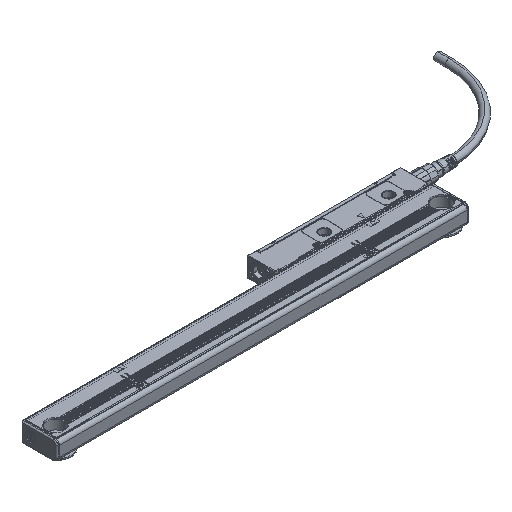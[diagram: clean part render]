
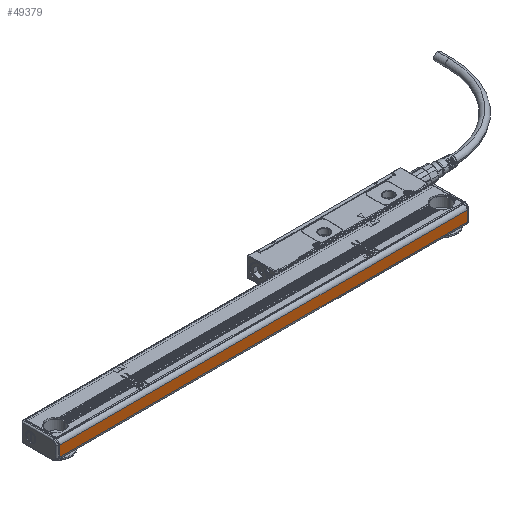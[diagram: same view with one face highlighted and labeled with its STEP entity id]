
A CAD part, isometric view. The second image highlights one B-rep face of the part: STEP entity #49379.
In plain terms, the highlighted planar face has unit normal (0, -1, 0).
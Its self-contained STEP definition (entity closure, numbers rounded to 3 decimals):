
#49359=AXIS2_PLACEMENT_3D('Plane Axis2P3D',#49356,#49357,#49358) ;
#46303=CARTESIAN_POINT('Vertex',(-354.,0.,12.)) ;
#46306=CARTESIAN_POINT('Line Origine',(-177.,0.,12.)) ;
#46310=CARTESIAN_POINT('Vertex',(0.,0.,12.)) ;
#49335=CARTESIAN_POINT('Vertex',(-354.,0.,3.)) ;
#49338=CARTESIAN_POINT('Line Origine',(-354.,0.,7.5)) ;
#49356=CARTESIAN_POINT('Axis2P3D Location',(0.,0.,15.)) ;
#49361=CARTESIAN_POINT('Line Origine',(-177.,0.,3.)) ;
#49365=CARTESIAN_POINT('Vertex',(0.,0.,3.)) ;
#49368=CARTESIAN_POINT('Line Origine',(0.,0.,7.5)) ;
#46307=DIRECTION('Vector Direction',(-1.,0.,0.)) ;
#49339=DIRECTION('Vector Direction',(0.,0.,-1.)) ;
#49357=DIRECTION('Axis2P3D Direction',(0.,1.,0.)) ;
#49358=DIRECTION('Axis2P3D XDirection',(0.,0.,-1.)) ;
#49362=DIRECTION('Vector Direction',(-1.,0.,0.)) ;
#49369=DIRECTION('Vector Direction',(0.,0.,-1.)) ;
#46308=VECTOR('Line Direction',#46307,1.) ;
#49340=VECTOR('Line Direction',#49339,1.) ;
#49363=VECTOR('Line Direction',#49362,1.) ;
#49370=VECTOR('Line Direction',#49369,1.) ;
#49374=ORIENTED_EDGE('',*,*,#49367,.F.) ;
#49375=ORIENTED_EDGE('',*,*,#49372,.F.) ;
#49376=ORIENTED_EDGE('',*,*,#46312,.T.) ;
#49377=ORIENTED_EDGE('',*,*,#49342,.T.) ;
#49379=ADVANCED_FACE('Brep With Voids',(#49378),#49360,.F.) ;
#46312=EDGE_CURVE('',#46311,#46304,#46309,.T.) ;
#49342=EDGE_CURVE('',#46304,#49336,#49341,.T.) ;
#49367=EDGE_CURVE('',#49366,#49336,#49364,.T.) ;
#49372=EDGE_CURVE('',#46311,#49366,#49371,.T.) ;
#49373=EDGE_LOOP('',(#49374,#49375,#49376,#49377)) ;
#49378=FACE_OUTER_BOUND('',#49373,.T.) ;
#46309=LINE('Line',#46306,#46308) ;
#49341=LINE('Line',#49338,#49340) ;
#49364=LINE('Line',#49361,#49363) ;
#49371=LINE('Line',#49368,#49370) ;
#49360=PLANE('Plane',#49359) ;
#46304=VERTEX_POINT('',#46303) ;
#46311=VERTEX_POINT('',#46310) ;
#49336=VERTEX_POINT('',#49335) ;
#49366=VERTEX_POINT('',#49365) ;
